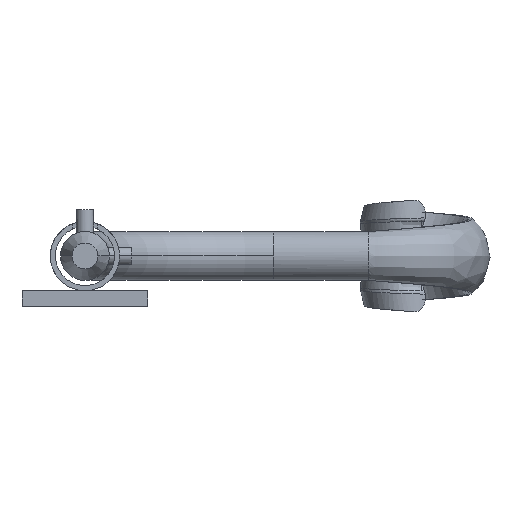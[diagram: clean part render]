
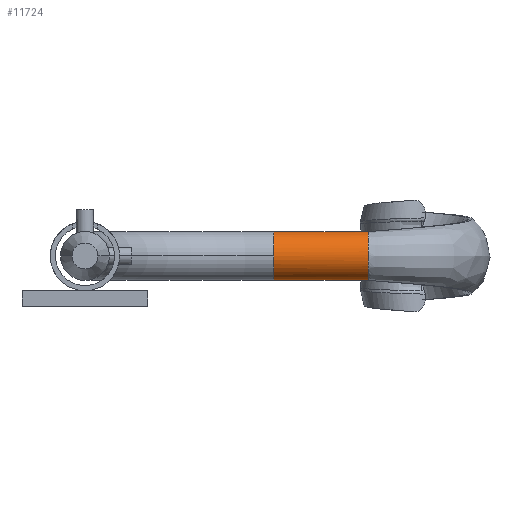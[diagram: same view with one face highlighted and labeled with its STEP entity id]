
A CAD part, front view. The second image highlights one B-rep face of the part: STEP entity #11724.
In plain terms, the highlighted cylindrical face has radius 7.75 mm (diameter 15.5 mm), a partial arc.
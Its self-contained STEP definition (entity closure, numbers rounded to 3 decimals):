
#55 = CARTESIAN_POINT ( 'NONE',  ( 60., 265., 16. ) ) ;
#218 = EDGE_CURVE ( 'NONE', #50908, #5257, #1969, .T. ) ;
#295 = ORIENTED_EDGE ( 'NONE', *, *, #2690, .T. ) ;
#630 = DIRECTION ( 'NONE',  ( 1., 0., 0. ) ) ;
#786 = CARTESIAN_POINT ( 'NONE',  ( 90., 265., 23.75 ) ) ;
#1416 = CIRCLE ( 'NONE', #44512, 7.75 ) ;
#1421 = CARTESIAN_POINT ( 'NONE',  ( 90., 264.671, 8.257 ) ) ;
#1584 = EDGE_CURVE ( 'NONE', #19321, #17535, #27181, .T. ) ;
#1969 = CIRCLE ( 'NONE', #16263, 7.75 ) ;
#2359 = CARTESIAN_POINT ( 'NONE',  ( 90., 262.708, 8.531 ) ) ;
#2530 = CARTESIAN_POINT ( 'NONE',  ( 90., 262.708, 23.469 ) ) ;
#2632 = ORIENTED_EDGE ( 'NONE', *, *, #29709, .T. ) ;
#2690 = EDGE_CURVE ( 'NONE', #16018, #5257, #42593, .T. ) ;
#4219 = DIRECTION ( 'NONE',  ( 0., 0., -1. ) ) ;
#5173 = VECTOR ( 'NONE', #11539, 1000. ) ;
#5257 = VERTEX_POINT ( 'NONE', #40383 ) ;
#5302 = EDGE_LOOP ( 'NONE', ( #31023, #6452, #26542, #295, #20824, #2632, #37597 ) ) ;
#6452 = ORIENTED_EDGE ( 'NONE', *, *, #13338, .F. ) ;
#6509 = CARTESIAN_POINT ( 'NONE',  ( 90., 260.088, 9.925 ) ) ;
#6691 = CARTESIAN_POINT ( 'NONE',  ( 90., 264.671, 23.743 ) ) ;
#8379 = VECTOR ( 'NONE', #9834, 1000. ) ;
#9582 = CARTESIAN_POINT ( 'NONE',  ( 60., 265., 23.75 ) ) ;
#9834 = DIRECTION ( 'NONE',  ( 1., 0., 0. ) ) ;
#9841 = CARTESIAN_POINT ( 'NONE',  ( 60., 265., 8.25 ) ) ;
#10129 = CARTESIAN_POINT ( 'NONE',  ( 60., 265., 16. ) ) ;
#10672 = CARTESIAN_POINT ( 'NONE',  ( 90., 258.177, 12.194 ) ) ;
#10995 = CIRCLE ( 'NONE', #47082, 7.75 ) ;
#11539 = DIRECTION ( 'NONE',  ( 1., 0., 0. ) ) ;
#11724 = ADVANCED_FACE ( 'NONE', ( #43292 ), #41982, .T. ) ;
#13338 = EDGE_CURVE ( 'NONE', #27855, #19321, #10995, .T. ) ;
#14271 = DIRECTION ( 'NONE',  ( 0., 0., -1. ) ) ;
#14404 = CARTESIAN_POINT ( 'NONE',  ( 90., 265., 16. ) ) ;
#14812 = CARTESIAN_POINT ( 'NONE',  ( 90., 257.25, 15.013 ) ) ;
#16018 = VERTEX_POINT ( 'NONE', #29842 ) ;
#16263 = AXIS2_PLACEMENT_3D ( 'NONE', #51781, #51730, #51677 ) ;
#17535 = VERTEX_POINT ( 'NONE', #786 ) ;
#18560 = DIRECTION ( 'NONE',  ( 0., 1., 0. ) ) ;
#18988 = CARTESIAN_POINT ( 'NONE',  ( 90., 257.441, 17.974 ) ) ;
#19321 = VERTEX_POINT ( 'NONE', #48216 ) ;
#19855 = VERTEX_POINT ( 'NONE', #37899 ) ;
#20824 = ORIENTED_EDGE ( 'NONE', *, *, #218, .F. ) ;
#23135 = CARTESIAN_POINT ( 'NONE',  ( 90., 258.722, 20.65 ) ) ;
#24978 = AXIS2_PLACEMENT_3D ( 'NONE', #50060, #630, #29537 ) ;
#26542 = ORIENTED_EDGE ( 'NONE', *, *, #29650, .F. ) ;
#27181 = LINE ( 'NONE', #9582, #5173 ) ;
#27301 = CARTESIAN_POINT ( 'NONE',  ( 90., 260.909, 22.656 ) ) ;
#27855 = VERTEX_POINT ( 'NONE', #39429 ) ;
#28962 = DIRECTION ( 'NONE',  ( -1., 0., 0. ) ) ;
#29537 = DIRECTION ( 'NONE',  ( 0., 0., -1. ) ) ;
#29650 = EDGE_CURVE ( 'NONE', #16018, #27855, #1416, .T. ) ;
#29709 = EDGE_CURVE ( 'NONE', #50908, #19855, #45137, .T. ) ;
#29842 = CARTESIAN_POINT ( 'NONE',  ( 60., 265., 8.25 ) ) ;
#30725 = CARTESIAN_POINT ( 'NONE',  ( 90., 264.671, 8.257 ) ) ;
#31023 = ORIENTED_EDGE ( 'NONE', *, *, #1584, .F. ) ;
#31260 = CARTESIAN_POINT ( 'NONE',  ( 90., 260.909, 9.344 ) ) ;
#31426 = CARTESIAN_POINT ( 'NONE',  ( 90., 263.685, 23.701 ) ) ;
#35392 = CARTESIAN_POINT ( 'NONE',  ( 90., 258.722, 11.35 ) ) ;
#37597 = ORIENTED_EDGE ( 'NONE', *, *, #40711, .F. ) ;
#37899 = CARTESIAN_POINT ( 'NONE',  ( 90., 264.671, 23.743 ) ) ;
#39015 = DIRECTION ( 'NONE',  ( -1., 0., 0. ) ) ;
#39429 = CARTESIAN_POINT ( 'NONE',  ( 60., 257.25, 16. ) ) ;
#39553 = CARTESIAN_POINT ( 'NONE',  ( 90., 257.441, 14.026 ) ) ;
#40383 = CARTESIAN_POINT ( 'NONE',  ( 90., 265., 8.25 ) ) ;
#40711 = EDGE_CURVE ( 'NONE', #17535, #19855, #47221, .T. ) ;
#41982 = CYLINDRICAL_SURFACE ( 'NONE', #24978, 7.75 ) ;
#42144 = AXIS2_PLACEMENT_3D ( 'NONE', #14404, #43261, #18560 ) ;
#42593 = LINE ( 'NONE', #9841, #8379 ) ;
#43261 = DIRECTION ( 'NONE',  ( 1., 0., 0. ) ) ;
#43292 = FACE_OUTER_BOUND ( 'NONE', #5302, .T. ) ;
#43671 = CARTESIAN_POINT ( 'NONE',  ( 90., 257.25, 16.987 ) ) ;
#44512 = AXIS2_PLACEMENT_3D ( 'NONE', #10129, #39015, #14271 ) ;
#45137 = B_SPLINE_CURVE_WITH_KNOTS ( 'NONE', 3,
 ( #30725, #47635, #2359, #31260, #6509, #35392, #10672, #39553, #14812, #43671, #18988, #47824, #23135, #51964, #27301, #2530, #31426, #6691 ),
 .UNSPECIFIED., .F., .F.,
 ( 4, 2, 2, 2, 2, 2, 2, 2, 4 ),
 ( 0.007, 0.068, 0.128, 0.189, 0.25, 0.311, 0.372, 0.432, 0.493 ),
 .UNSPECIFIED. ) ;
#47082 = AXIS2_PLACEMENT_3D ( 'NONE', #55, #28962, #4219 ) ;
#47221 = CIRCLE ( 'NONE', #42144, 7.75 ) ;
#47635 = CARTESIAN_POINT ( 'NONE',  ( 90., 263.685, 8.299 ) ) ;
#47824 = CARTESIAN_POINT ( 'NONE',  ( 90., 258.177, 19.806 ) ) ;
#48216 = CARTESIAN_POINT ( 'NONE',  ( 60., 265., 23.75 ) ) ;
#50060 = CARTESIAN_POINT ( 'NONE',  ( 60., 265., 16. ) ) ;
#50908 = VERTEX_POINT ( 'NONE', #1421 ) ;
#51677 = DIRECTION ( 'NONE',  ( 0., 1., 0. ) ) ;
#51730 = DIRECTION ( 'NONE',  ( 1., 0., 0. ) ) ;
#51781 = CARTESIAN_POINT ( 'NONE',  ( 90., 265., 16. ) ) ;
#51964 = CARTESIAN_POINT ( 'NONE',  ( 90., 260.088, 22.075 ) ) ;
